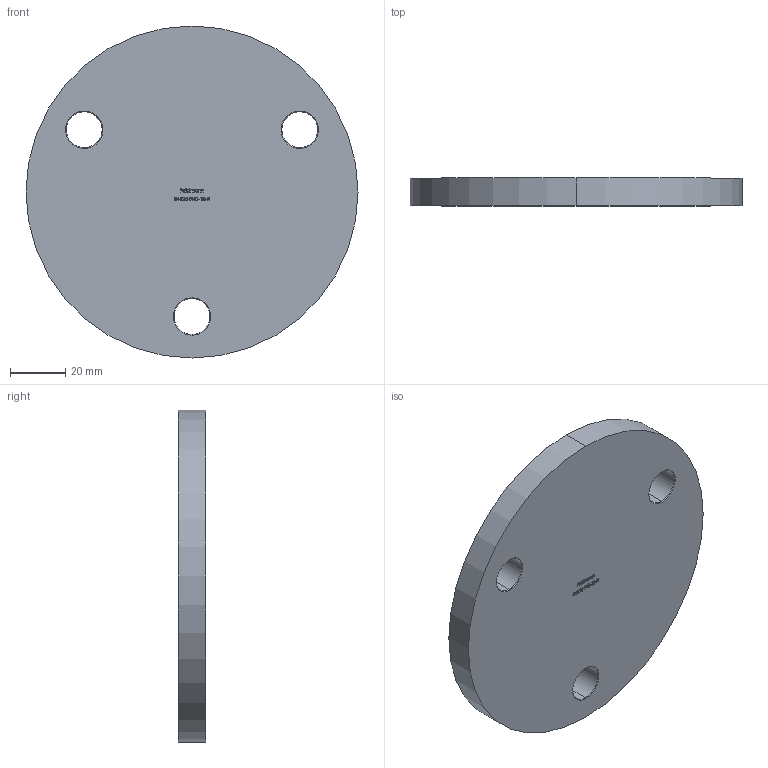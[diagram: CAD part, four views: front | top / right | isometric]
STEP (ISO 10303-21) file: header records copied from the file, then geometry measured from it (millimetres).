
FILE_DESCRIPTION (( 'STEP AP203' ), '1' );
FILE_NAME ('54125-240-10-R.step', '2020-10-21T11:02:04', ( '' ), ( '' ), 'SwSTEP 2.0', 'SolidWorks 2018', '' );
FILE_SCHEMA (( 'CONFIG_CONTROL_DESIGN' ));
Length unit declared in the file: millimetre
Products named in the file (2): 54125-240-10-R
Bounding box: 120 x 10 x 120 mm (x, y, z)
Volume: 109106.9 mm3; surface area: 26794.2 mm2
Topology: 1 solids, 1 shells, 290 faces, 762 edges, 504 vertices
Faces by surface type: plane 171, bspline 99, cone 12, cylinder 8
Entity records: 14643 total; most frequent: CARTESIAN_POINT 7969, ORIENTED_EDGE 1524, DIRECTION 978, EDGE_CURVE 762, LINE 536, VECTOR 536, VERTEX_POINT 504, EDGE_LOOP 326
